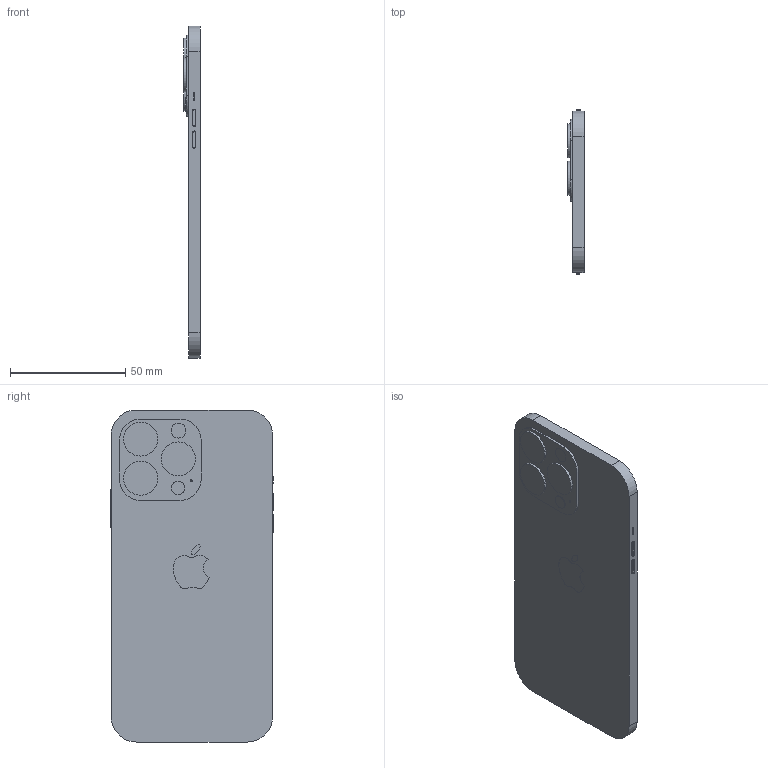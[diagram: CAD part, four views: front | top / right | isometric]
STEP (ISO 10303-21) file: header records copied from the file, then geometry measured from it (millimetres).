
FILE_DESCRIPTION(/* description */ (''),/* implementation_level */ '2;1');
FILE_NAME(/* name */ 'iPHONE 13 v1.step',/* time_stamp */ '2021-10-12T10:55:24+05:00',/* author */ (''),/* organization */ (''),/* preprocessor_version */ 'ST-DEVELOPER v18.1',/* originating_system */ 'Autodesk Translation Framework v10.10.0.1391',/* authorisation */ '');
FILE_SCHEMA (('AUTOMOTIVE_DESIGN { 1 0 10303 214 3 1 1 }'));
Length unit declared in the file: centimetre
Products named in the file (7): iPHONE 13; Logo back; Front Camera; Speaker; Display; Main; Camera
Assembly tree (6 placements, depth 2):
  iPHONE 13
    Logo back
    Front Camera
    Speaker
    Display
    Main
    Camera
Bounding box: 7 x 71.17 x 144.09 mm (x, y, z)
Volume: 68921.1 mm3; surface area: 42308.1 mm2
Topology: 12 solids, 12 shells, 163 faces, 355 edges, 228 vertices
Faces by surface type: plane 74, cylinder 70, torus 16, bspline 3
Full cylindrical faces by diameter (mm): 0.92 x1, 2.375 x1, 5.658 x3, 6.404 x2, 14.757 x6
Entity records: 5480 total; most frequent: CARTESIAN_POINT 1443, DIRECTION 861, ORIENTED_EDGE 710, EDGE_CURVE 355, AXIS2_PLACEMENT_3D 338, VERTEX_POINT 228, LINE 185, VECTOR 185
